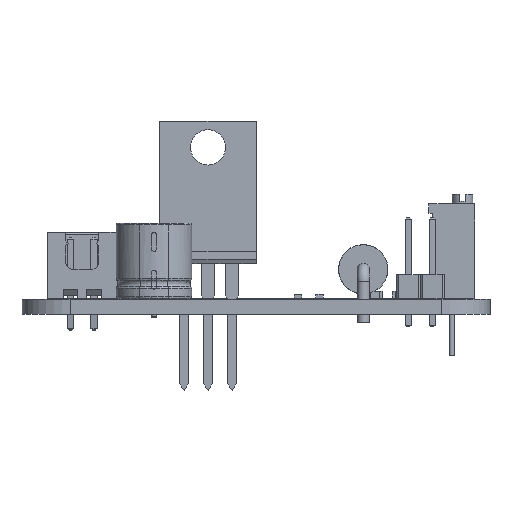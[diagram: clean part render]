
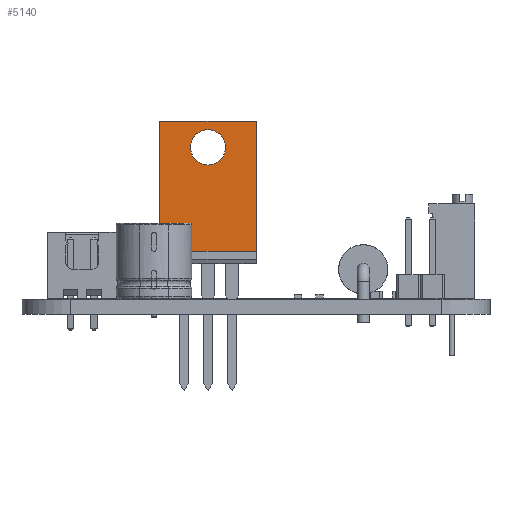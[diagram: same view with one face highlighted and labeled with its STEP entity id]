
A CAD part, left-side view. The second image highlights one B-rep face of the part: STEP entity #5140.
In plain terms, the highlighted face is planar.
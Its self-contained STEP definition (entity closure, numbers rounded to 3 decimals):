
#4585 = VERTEX_POINT('',#4586);
#4586 = CARTESIAN_POINT('',(-2.575,3.16,18.775));
#4592 = EDGE_CURVE('',#4593,#4585,#4595,.T.);
#4593 = VERTEX_POINT('',#4594);
#4594 = CARTESIAN_POINT('',(-2.575,3.16,5.));
#4595 = LINE('',#4596,#4597);
#4596 = CARTESIAN_POINT('',(-2.575,3.16,5.));
#4597 = VECTOR('',#4598,1.);
#4598 = DIRECTION('',(0.,0.,1.));
#4651 = VERTEX_POINT('',#4652);
#4652 = CARTESIAN_POINT('',(7.655,3.16,5.));
#4658 = EDGE_CURVE('',#4651,#4659,#4661,.T.);
#4659 = VERTEX_POINT('',#4660);
#4660 = CARTESIAN_POINT('',(7.655,3.16,18.775));
#4661 = LINE('',#4662,#4663);
#4662 = CARTESIAN_POINT('',(7.655,3.16,5.));
#4663 = VECTOR('',#4664,1.);
#4664 = DIRECTION('',(0.,0.,1.));
#4683 = EDGE_CURVE('',#4593,#4651,#4684,.T.);
#4684 = LINE('',#4685,#4686);
#4685 = CARTESIAN_POINT('',(-2.575,3.16,5.));
#4686 = VECTOR('',#4687,1.);
#4687 = DIRECTION('',(1.,0.,0.));
#5140 = ADVANCED_FACE('',(#5141,#5152),#5163,.T.);
#5141 = FACE_BOUND('',#5142,.T.);
#5142 = EDGE_LOOP('',(#5143,#5144,#5150,#5151));
#5143 = ORIENTED_EDGE('',*,*,#4592,.T.);
#5144 = ORIENTED_EDGE('',*,*,#5145,.T.);
#5145 = EDGE_CURVE('',#4585,#4659,#5146,.T.);
#5146 = LINE('',#5147,#5148);
#5147 = CARTESIAN_POINT('',(-2.575,3.16,18.775));
#5148 = VECTOR('',#5149,1.);
#5149 = DIRECTION('',(1.,0.,0.));
#5150 = ORIENTED_EDGE('',*,*,#4658,.F.);
#5151 = ORIENTED_EDGE('',*,*,#4683,.F.);
#5152 = FACE_BOUND('',#5153,.T.);
#5153 = EDGE_LOOP('',(#5154));
#5154 = ORIENTED_EDGE('',*,*,#5155,.T.);
#5155 = EDGE_CURVE('',#5156,#5156,#5158,.T.);
#5156 = VERTEX_POINT('',#5157);
#5157 = CARTESIAN_POINT('',(4.408,3.16,16.005));
#5158 = CIRCLE('',#5159,1.868);
#5159 = AXIS2_PLACEMENT_3D('',#5160,#5161,#5162);
#5160 = CARTESIAN_POINT('',(2.54,3.16,16.005));
#5161 = DIRECTION('',(0.,-1.,0.));
#5162 = DIRECTION('',(1.,0.,0.));
#5163 = PLANE('',#5164);
#5164 = AXIS2_PLACEMENT_3D('',#5165,#5166,#5167);
#5165 = CARTESIAN_POINT('',(-2.575,3.16,5.));
#5166 = DIRECTION('',(0.,1.,0.));
#5167 = DIRECTION('',(1.,0.,0.));
